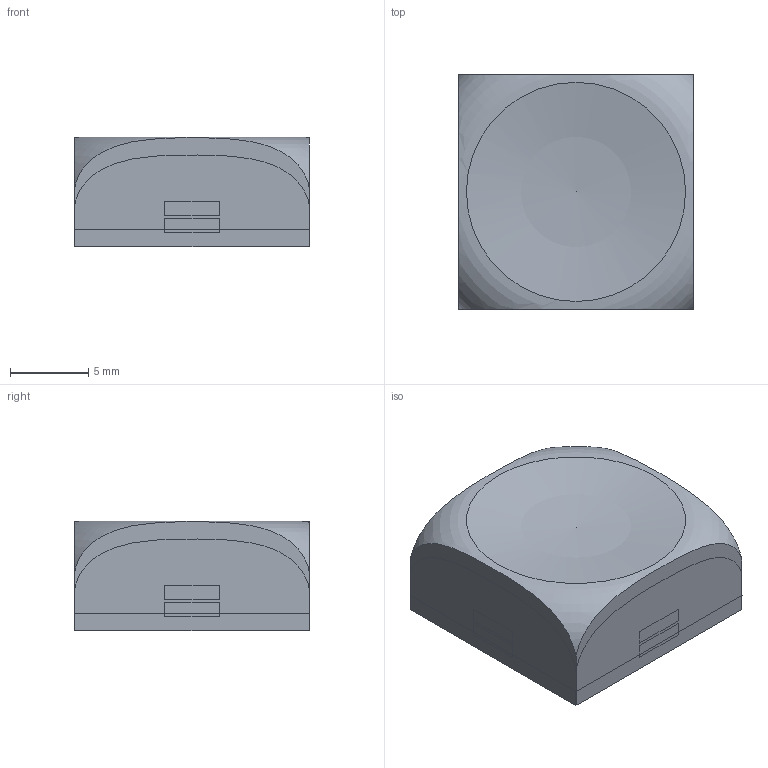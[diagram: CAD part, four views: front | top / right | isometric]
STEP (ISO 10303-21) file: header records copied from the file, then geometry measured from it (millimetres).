
FILE_DESCRIPTION( ( 'Unknown' ), '1' );
FILE_NAME( '714659001100.stp', 'Unknown', ( 'Unknown' ), ( 'Unknown' ), 'PSStep 14.0', 'Unknown', ' ' );
FILE_SCHEMA( ( 'AUTOMOTIVE_DESIGN { 1 0 10303 214 1 1 1 1 }' ) );
Length unit declared in the file: millimetre
Products named in the file (3): Assem1; Fluorescent_Plate; Knob
Bounding box: 15 x 15 x 7 mm (x, y, z)
Surface area: 3810.6 mm2
Topology: 4 solids, 4 shells, 164 faces, 420 edges, 280 vertices
Faces by surface type: plane 152, cylinder 8, torus 2, sphere 2
Entity records: 3244 total; most frequent: CARTESIAN_POINT 559, ORIENTED_EDGE 410, DIRECTION 380, EDGE_CURVE 205, LINE 192, VECTOR 192, VERTEX_POINT 137, EDGE_LOOP 100
